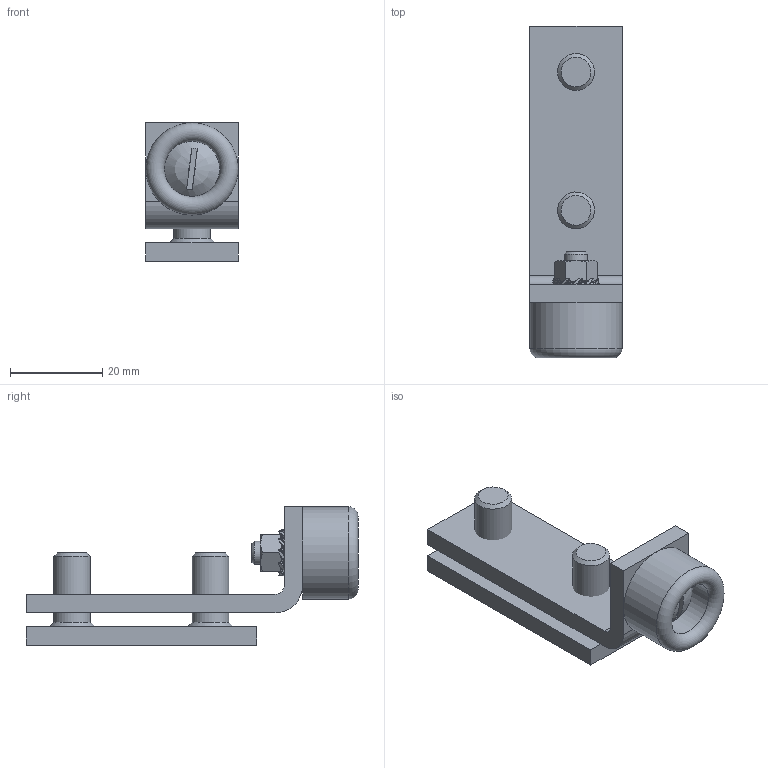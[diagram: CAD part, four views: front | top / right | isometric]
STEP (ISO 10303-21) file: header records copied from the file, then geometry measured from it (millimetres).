
FILE_DESCRIPTION(/* description */ ('Butée Longue'),/* implementation_level */ '2;1');
FILE_NAME(/* name */ '9139-1.stp',/* time_stamp */ '2019-08-05T15:05:07+02:00',/* author */ ('GUILIANO'),/* organization */ (''),/* preprocessor_version */ 'ST-DEVELOPER v17.2',/* originating_system */ 'Autodesk Inventor 2019',/* authorisation */ '');
FILE_SCHEMA (('AUTOMOTIVE_DESIGN { 1 0 10303 214 3 1 1 }'));
Length unit declared in the file: millimetre
Products named in the file (8): 9139-1; 17723; 17723PF; 14023; 04585; 06003; 09013; ISO 10642  - M8  x  20
Assembly tree (8 placements, depth 2):
  9139-1
    17723
    17723PF
    14023
    04585
    06003
    09013
    ISO 10642  - M8  x  20  x2
Bounding box: 20 x 72 x 30 mm (x, y, z)
Volume: 14592.7 mm3; surface area: 10663.9 mm2
Topology: 8 solids, 8 shells, 705 faces, 2063 edges, 1375 vertices
Faces by surface type: cylinder 631, plane 49, cone 23, torus 1, bspline 1
Full cylindrical faces by diameter (mm): 4.134 x1, 5 x1, 5.3 x1, 6 x1, 6.2 x1, 6.647 x2, 8 x2, 12 x1, 15.24 x2, 20 x1
Entity records: 29652 total; most frequent: CARTESIAN_POINT 14326, ORIENTED_EDGE 4056, EDGE_CURVE 2028, DIRECTION 1805, B_SPLINE_CURVE_WITH_KNOTS 1742, VERTEX_POINT 1352, AXIS2_PLACEMENT_3D 844, EDGE_LOOP 710
